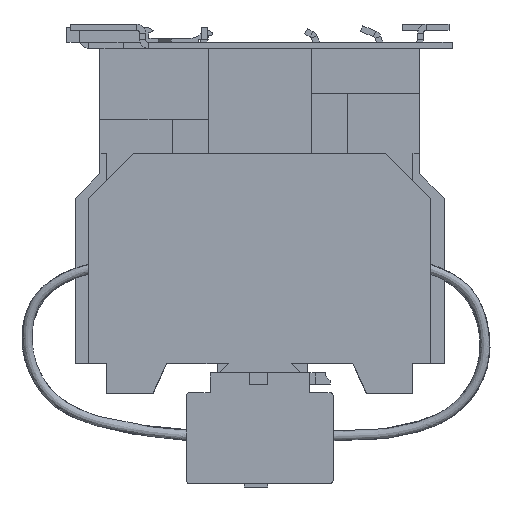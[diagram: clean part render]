
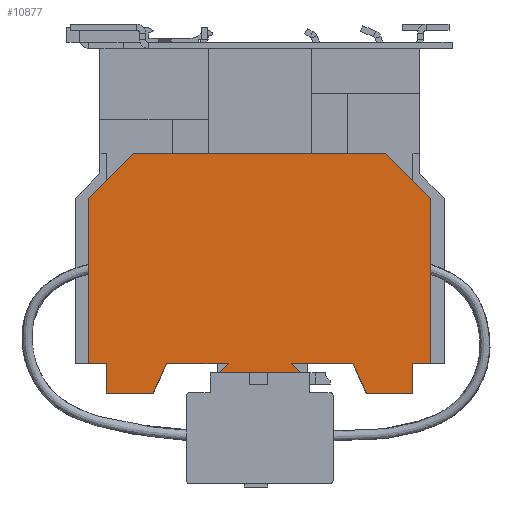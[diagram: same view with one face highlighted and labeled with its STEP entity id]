
A CAD part, front view. The second image highlights one B-rep face of the part: STEP entity #10877.
In plain terms, the highlighted planar face has unit normal (0, -1, 0).
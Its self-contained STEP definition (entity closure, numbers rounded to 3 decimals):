
#56 = VERTEX_POINT ( 'NONE', #28544 ) ;
#146 = CARTESIAN_POINT ( 'NONE',  ( 54.25, -42.7, -107. ) ) ;
#173 = CARTESIAN_POINT ( 'NONE',  ( 43.75, -42.7, -117. ) ) ;
#309 = DIRECTION ( 'NONE',  ( 0.42, 0., -0.908 ) ) ;
#858 = LINE ( 'NONE', #7278, #35127 ) ;
#1751 = DIRECTION ( 'NONE',  ( -1., 0., 0. ) ) ;
#3474 = CARTESIAN_POINT ( 'NONE',  ( 29.128, -42.7, -118.624 ) ) ;
#3603 = CARTESIAN_POINT ( 'NONE',  ( 49.75, -42.7, -52. ) ) ;
#3813 = EDGE_CURVE ( 'NONE', #6577, #22339, #5885, .T. ) ;
#3997 = VECTOR ( 'NONE', #33608, 1000. ) ;
#5386 = VECTOR ( 'NONE', #1751, 1000. ) ;
#5637 = CARTESIAN_POINT ( 'NONE',  ( 54.25, -42.7, -107. ) ) ;
#5885 = LINE ( 'NONE', #24542, #31581 ) ;
#6071 = VERTEX_POINT ( 'NONE', #16717 ) ;
#6534 = CARTESIAN_POINT ( 'NONE',  ( -58.25, -42.7, -107. ) ) ;
#6570 = CARTESIAN_POINT ( 'NONE',  ( 54.25, -42.7, -37. ) ) ;
#6577 = VERTEX_POINT ( 'NONE', #12604 ) ;
#6780 = VECTOR ( 'NONE', #8162, 1000. ) ;
#6820 = ORIENTED_EDGE ( 'NONE', *, *, #28713, .F. ) ;
#6839 = LINE ( 'NONE', #146, #22363 ) ;
#6877 = EDGE_CURVE ( 'NONE', #15241, #18990, #11078, .T. ) ;
#7191 = DIRECTION ( 'NONE',  ( -1., 0., 0. ) ) ;
#7278 = CARTESIAN_POINT ( 'NONE',  ( 43.75, -42.7, -117. ) ) ;
#7549 = LINE ( 'NONE', #30415, #33768 ) ;
#7634 = PLANE ( 'NONE',  #15061 ) ;
#7769 = VERTEX_POINT ( 'NONE', #43390 ) ;
#8162 = DIRECTION ( 'NONE',  ( 0.42, 0., 0.908 ) ) ;
#8336 = CARTESIAN_POINT ( 'NONE',  ( -64.25, -42.7, -52. ) ) ;
#8891 = VECTOR ( 'NONE', #20683, 1000. ) ;
#10220 = DIRECTION ( 'NONE',  ( -1., 0., 0. ) ) ;
#10808 = VERTEX_POINT ( 'NONE', #27695 ) ;
#10835 = ORIENTED_EDGE ( 'NONE', *, *, #38073, .T. ) ;
#10877 = ADVANCED_FACE ( 'NONE', ( #22496 ), #7634, .F. ) ;
#10937 = DIRECTION ( 'NONE',  ( 0., 1., 0. ) ) ;
#11078 = LINE ( 'NONE', #27383, #12145 ) ;
#11169 = LINE ( 'NONE', #27795, #32535 ) ;
#11356 = ORIENTED_EDGE ( 'NONE', *, *, #30821, .T. ) ;
#11368 = VECTOR ( 'NONE', #39389, 1000. ) ;
#11463 = LINE ( 'NONE', #3474, #44135 ) ;
#11787 = VERTEX_POINT ( 'NONE', #33585 ) ;
#11945 = ORIENTED_EDGE ( 'NONE', *, *, #23235, .F. ) ;
#12145 = VECTOR ( 'NONE', #13805, 1000. ) ;
#12455 = LINE ( 'NONE', #8336, #11368 ) ;
#12525 = ORIENTED_EDGE ( 'NONE', *, *, #21681, .F. ) ;
#12604 = CARTESIAN_POINT ( 'NONE',  ( 3.25, -42.7, -107. ) ) ;
#13553 = DIRECTION ( 'NONE',  ( -0.707, 0., 0.707 ) ) ;
#13687 = VECTOR ( 'NONE', #19447, 1000. ) ;
#13805 = DIRECTION ( 'NONE',  ( 0., 0., 1. ) ) ;
#14570 = DIRECTION ( 'NONE',  ( 0.707, 0., -0.707 ) ) ;
#15061 = AXIS2_PLACEMENT_3D ( 'NONE', #42062, #10937, #28289 ) ;
#15175 = DIRECTION ( 'NONE',  ( -1., 0., 0. ) ) ;
#15227 = VECTOR ( 'NONE', #13553, 1000. ) ;
#15241 = VERTEX_POINT ( 'NONE', #41770 ) ;
#15295 = EDGE_CURVE ( 'NONE', #6071, #27614, #27790, .T. ) ;
#15469 = CARTESIAN_POINT ( 'NONE',  ( 54.25, -42.7, -107. ) ) ;
#15872 = LINE ( 'NONE', #6570, #31823 ) ;
#16591 = VECTOR ( 'NONE', #32572, 1000. ) ;
#16717 = CARTESIAN_POINT ( 'NONE',  ( -58.25, -42.7, -117. ) ) ;
#17193 = EDGE_CURVE ( 'NONE', #11787, #20328, #21282, .T. ) ;
#17265 = ORIENTED_EDGE ( 'NONE', *, *, #6877, .T. ) ;
#17673 = VERTEX_POINT ( 'NONE', #38164 ) ;
#17806 = DIRECTION ( 'NONE',  ( 0., 0., 1. ) ) ;
#17966 = DIRECTION ( 'NONE',  ( 0.707, 0., 0.707 ) ) ;
#18560 = LINE ( 'NONE', #44191, #27069 ) ;
#18883 = CARTESIAN_POINT ( 'NONE',  ( 23.75, -42.7, -107. ) ) ;
#18990 = VERTEX_POINT ( 'NONE', #42862 ) ;
#19326 = VERTEX_POINT ( 'NONE', #18883 ) ;
#19366 = ORIENTED_EDGE ( 'NONE', *, *, #3813, .F. ) ;
#19447 = DIRECTION ( 'NONE',  ( -1., 0., 0. ) ) ;
#19459 = CARTESIAN_POINT ( 'NONE',  ( -58.25, -42.7, -117. ) ) ;
#20178 = EDGE_CURVE ( 'NONE', #24472, #56, #7549, .T. ) ;
#20328 = VERTEX_POINT ( 'NONE', #38295 ) ;
#20683 = DIRECTION ( 'NONE',  ( -1., 0., 0. ) ) ;
#21282 = LINE ( 'NONE', #42134, #6780 ) ;
#21681 = EDGE_CURVE ( 'NONE', #29383, #40404, #11169, .T. ) ;
#22066 = EDGE_CURVE ( 'NONE', #15241, #10808, #6839, .T. ) ;
#22232 = LINE ( 'NONE', #30032, #3997 ) ;
#22339 = VERTEX_POINT ( 'NONE', #31998 ) ;
#22363 = VECTOR ( 'NONE', #10220, 1000. ) ;
#22496 = FACE_OUTER_BOUND ( 'NONE', #42941, .T. ) ;
#22745 = LINE ( 'NONE', #40507, #13687 ) ;
#22805 = CARTESIAN_POINT ( 'NONE',  ( -17.75, -42.7, -107. ) ) ;
#23235 = EDGE_CURVE ( 'NONE', #27614, #56, #18560, .T. ) ;
#23628 = LINE ( 'NONE', #5637, #5386 ) ;
#24026 = EDGE_CURVE ( 'NONE', #19326, #34115, #11463, .T. ) ;
#24236 = EDGE_CURVE ( 'NONE', #40404, #20328, #25902, .T. ) ;
#24472 = VERTEX_POINT ( 'NONE', #30225 ) ;
#24542 = CARTESIAN_POINT ( 'NONE',  ( 6.25, -42.7, -110. ) ) ;
#24707 = ORIENTED_EDGE ( 'NONE', *, *, #15295, .F. ) ;
#25456 = VERTEX_POINT ( 'NONE', #173 ) ;
#25902 = LINE ( 'NONE', #15469, #36079 ) ;
#25999 = ORIENTED_EDGE ( 'NONE', *, *, #22066, .F. ) ;
#26824 = ORIENTED_EDGE ( 'NONE', *, *, #24026, .T. ) ;
#27069 = VECTOR ( 'NONE', #7191, 1000. ) ;
#27383 = CARTESIAN_POINT ( 'NONE',  ( 49.75, -42.7, -107. ) ) ;
#27554 = CARTESIAN_POINT ( 'NONE',  ( 43.75, -42.7, -117. ) ) ;
#27614 = VERTEX_POINT ( 'NONE', #6534 ) ;
#27695 = CARTESIAN_POINT ( 'NONE',  ( 43.75, -42.7, -107. ) ) ;
#27790 = LINE ( 'NONE', #19459, #16591 ) ;
#27795 = CARTESIAN_POINT ( 'NONE',  ( -20.75, -42.7, -110. ) ) ;
#28289 = DIRECTION ( 'NONE',  ( 0., 0., 1. ) ) ;
#28544 = CARTESIAN_POINT ( 'NONE',  ( -64.25, -42.7, -107. ) ) ;
#28602 = ORIENTED_EDGE ( 'NONE', *, *, #32163, .F. ) ;
#28713 = EDGE_CURVE ( 'NONE', #19326, #6577, #23628, .T. ) ;
#29383 = VERTEX_POINT ( 'NONE', #33290 ) ;
#30032 = CARTESIAN_POINT ( 'NONE',  ( 6.25, -42.7, -110. ) ) ;
#30225 = CARTESIAN_POINT ( 'NONE',  ( -64.25, -42.7, -52. ) ) ;
#30415 = CARTESIAN_POINT ( 'NONE',  ( -64.25, -42.7, -107. ) ) ;
#30709 = DIRECTION ( 'NONE',  ( 0., 0., -1. ) ) ;
#30821 = EDGE_CURVE ( 'NONE', #25456, #10808, #858, .T. ) ;
#31581 = VECTOR ( 'NONE', #14570, 1000. ) ;
#31823 = VECTOR ( 'NONE', #40558, 1000. ) ;
#31998 = CARTESIAN_POINT ( 'NONE',  ( 6.25, -42.7, -110. ) ) ;
#32163 = EDGE_CURVE ( 'NONE', #11787, #6071, #22745, .T. ) ;
#32167 = EDGE_CURVE ( 'NONE', #29383, #22339, #22232, .T. ) ;
#32535 = VECTOR ( 'NONE', #17966, 1000. ) ;
#32572 = DIRECTION ( 'NONE',  ( 0., 0., 1. ) ) ;
#33290 = CARTESIAN_POINT ( 'NONE',  ( -20.75, -42.7, -110. ) ) ;
#33355 = ORIENTED_EDGE ( 'NONE', *, *, #44219, .T. ) ;
#33585 = CARTESIAN_POINT ( 'NONE',  ( -42.877, -42.7, -117. ) ) ;
#33608 = DIRECTION ( 'NONE',  ( 1., 0., 0. ) ) ;
#33768 = VECTOR ( 'NONE', #30709, 1000. ) ;
#34115 = VERTEX_POINT ( 'NONE', #40240 ) ;
#35127 = VECTOR ( 'NONE', #17806, 1000. ) ;
#36079 = VECTOR ( 'NONE', #15175, 1000. ) ;
#36403 = EDGE_CURVE ( 'NONE', #25456, #34115, #42633, .T. ) ;
#36522 = ORIENTED_EDGE ( 'NONE', *, *, #24236, .F. ) ;
#37069 = ORIENTED_EDGE ( 'NONE', *, *, #42575, .T. ) ;
#37090 = LINE ( 'NONE', #3603, #15227 ) ;
#37300 = ORIENTED_EDGE ( 'NONE', *, *, #32167, .T. ) ;
#38073 = EDGE_CURVE ( 'NONE', #18990, #17673, #37090, .T. ) ;
#38164 = CARTESIAN_POINT ( 'NONE',  ( 34.75, -42.7, -37. ) ) ;
#38295 = CARTESIAN_POINT ( 'NONE',  ( -38.25, -42.7, -107. ) ) ;
#39389 = DIRECTION ( 'NONE',  ( -0.707, 0., -0.707 ) ) ;
#40240 = CARTESIAN_POINT ( 'NONE',  ( 28.377, -42.7, -117. ) ) ;
#40370 = ORIENTED_EDGE ( 'NONE', *, *, #20178, .T. ) ;
#40404 = VERTEX_POINT ( 'NONE', #22805 ) ;
#40507 = CARTESIAN_POINT ( 'NONE',  ( -58.25, -42.7, -117. ) ) ;
#40558 = DIRECTION ( 'NONE',  ( -1., 0., 0. ) ) ;
#41423 = ORIENTED_EDGE ( 'NONE', *, *, #17193, .T. ) ;
#41541 = ORIENTED_EDGE ( 'NONE', *, *, #36403, .F. ) ;
#41770 = CARTESIAN_POINT ( 'NONE',  ( 49.75, -42.7, -107. ) ) ;
#42062 = CARTESIAN_POINT ( 'NONE',  ( 54.25, -42.7, -107. ) ) ;
#42134 = CARTESIAN_POINT ( 'NONE',  ( -21.939, -42.7, -71.748 ) ) ;
#42575 = EDGE_CURVE ( 'NONE', #17673, #7769, #15872, .T. ) ;
#42633 = LINE ( 'NONE', #27554, #8891 ) ;
#42862 = CARTESIAN_POINT ( 'NONE',  ( 49.75, -42.7, -52. ) ) ;
#42941 = EDGE_LOOP ( 'NONE', ( #36522, #12525, #37300, #19366, #6820, #26824, #41541, #11356, #25999, #17265, #10835, #37069, #33355, #40370, #11945, #24707, #28602, #41423 ) ) ;
#43390 = CARTESIAN_POINT ( 'NONE',  ( -49.25, -42.7, -37. ) ) ;
#44135 = VECTOR ( 'NONE', #309, 1000. ) ;
#44191 = CARTESIAN_POINT ( 'NONE',  ( 54.25, -42.7, -107. ) ) ;
#44219 = EDGE_CURVE ( 'NONE', #7769, #24472, #12455, .T. ) ;
